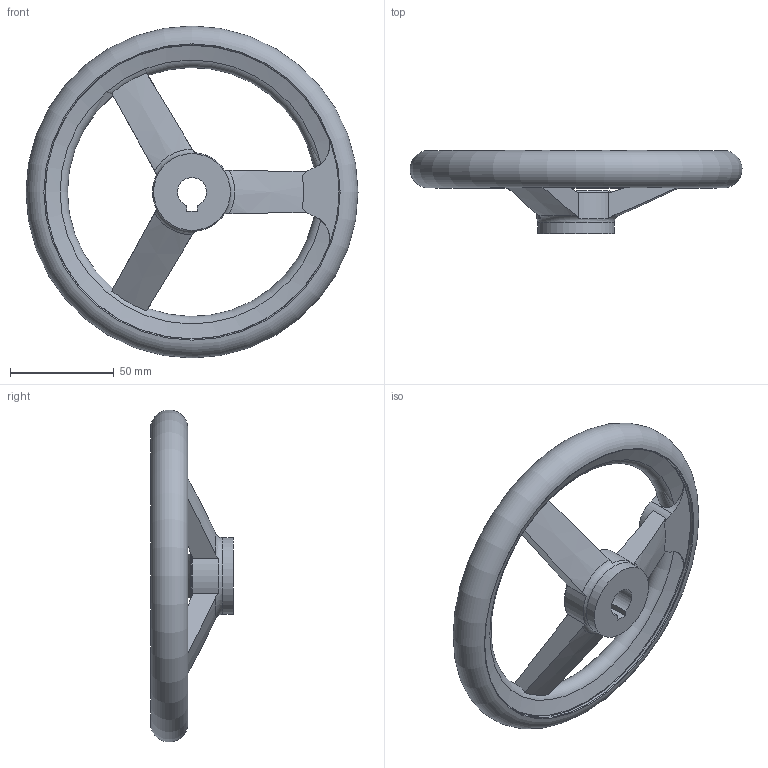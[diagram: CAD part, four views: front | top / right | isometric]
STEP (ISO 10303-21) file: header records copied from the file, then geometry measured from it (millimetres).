
FILE_DESCRIPTION( ( 'STEP AP214' ), '1' );
FILE_NAME( 'K0671.1160X14.stp', '2020-12-09T10:59:23', ( '' ), ( '' ), ' ', 'PARTsolutions', ' ' );
FILE_SCHEMA( ( 'AUTOMOTIVE_DESIGN { 1 0 10303 214 1 1 1 1 }' ) );
Length unit declared in the file: millimetre
Products named in the file (1): _K0671.1160X14
Bounding box: 159.99 x 39.99 x 159.99 mm (x, y, z)
Volume: 153502.7 mm3; surface area: 39245.1 mm2
Topology: 1 solids, 1 shells, 42 faces, 124 edges, 80 vertices
Faces by surface type: plane 13, cylinder 11, torus 10, cone 8
Full cylindrical faces by diameter (mm): 37 x2, 142 x2
Entity records: 2020 total; most frequent: CARTESIAN_POINT 650, ORIENTED_EDGE 218, DIRECTION 194, EDGE_CURVE 109, AXIS2_PLACEMENT_3D 87, VERTEX_POINT 77, EDGE_LOOP 57, FACE_OUTER_BOUND 53
